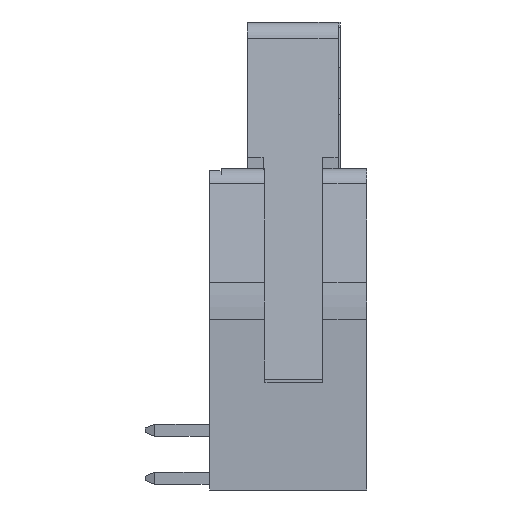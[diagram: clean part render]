
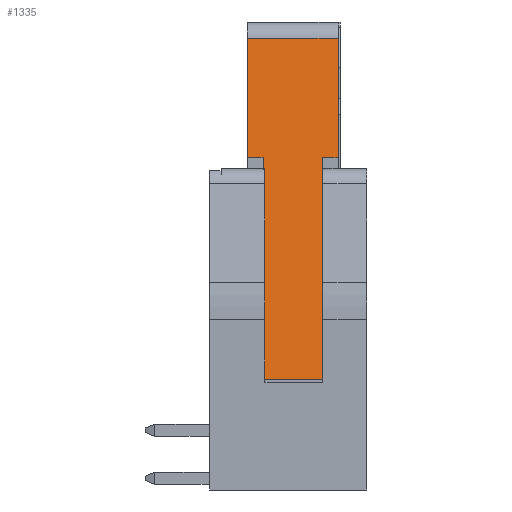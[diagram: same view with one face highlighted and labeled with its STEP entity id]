
A CAD part, left-side view. The second image highlights one B-rep face of the part: STEP entity #1335.
In plain terms, the highlighted face is planar.
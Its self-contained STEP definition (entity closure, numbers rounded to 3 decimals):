
#1335 = ADVANCED_FACE( '', ( #2549 ), #2550, .T. );
#2549 = FACE_OUTER_BOUND( '', #3730, .T. );
#2550 = PLANE( '', #3731 );
#3730 = EDGE_LOOP( '', ( #6756, #6757, #6758, #6759, #6760, #6761, #6762, #6763 ) );
#3731 = AXIS2_PLACEMENT_3D( '', #6764, #6765, #6766 );
#6756 = ORIENTED_EDGE( '', *, *, #8723, .T. );
#6757 = ORIENTED_EDGE( '', *, *, #8931, .F. );
#6758 = ORIENTED_EDGE( '', *, *, #9183, .F. );
#6759 = ORIENTED_EDGE( '', *, *, #9119, .T. );
#6760 = ORIENTED_EDGE( '', *, *, #9178, .F. );
#6761 = ORIENTED_EDGE( '', *, *, #8145, .F. );
#6762 = ORIENTED_EDGE( '', *, *, #9184, .T. );
#6763 = ORIENTED_EDGE( '', *, *, #8666, .F. );
#6764 = CARTESIAN_POINT( '', ( 2.278, -2.4, 11.55 ) );
#6765 = DIRECTION( '', ( 0.991, 0., 0.13 ) );
#6766 = DIRECTION( '', ( 0.13, 0., -0.991 ) );
#8145 = EDGE_CURVE( '', #9921, #9923, #9924, .T. );
#8666 = EDGE_CURVE( '', #10759, #10761, #10762, .T. );
#8723 = EDGE_CURVE( '', #10759, #10847, #10849, .T. );
#8931 = EDGE_CURVE( '', #11135, #10847, #11137, .T. );
#9119 = EDGE_CURVE( '', #11390, #11388, #11391, .T. );
#9178 = EDGE_CURVE( '', #9923, #11388, #11462, .T. );
#9183 = EDGE_CURVE( '', #11390, #11135, #11468, .T. );
#9184 = EDGE_CURVE( '', #9921, #10761, #11469, .T. );
#9921 = VERTEX_POINT( '', #12465 );
#9923 = VERTEX_POINT( '', #12468 );
#9924 = LINE( '', #12469, #12470 );
#10759 = VERTEX_POINT( '', #13701 );
#10761 = VERTEX_POINT( '', #13704 );
#10762 = LINE( '', #13705, #13706 );
#10847 = VERTEX_POINT( '', #13830 );
#10849 = LINE( '', #13833, #13834 );
#11135 = VERTEX_POINT( '', #14259 );
#11137 = LINE( '', #14261, #14262 );
#11388 = VERTEX_POINT( '', #14660 );
#11390 = VERTEX_POINT( '', #14663 );
#11391 = LINE( '', #14664, #14665 );
#11462 = LINE( '', #14769, #14770 );
#11468 = LINE( '', #14778, #14779 );
#11469 = LINE( '', #14780, #14781 );
#12465 = CARTESIAN_POINT( '', ( 4.65, -1.57, -6.49 ) );
#12468 = CARTESIAN_POINT( '', ( 3.107, -1.57, 5.248 ) );
#12469 = CARTESIAN_POINT( '', ( 3.107, -1.57, 5.248 ) );
#12470 = VECTOR( '', #15361, 1000. );
#13701 = CARTESIAN_POINT( '', ( 3.107, 1.57, 5.248 ) );
#13704 = CARTESIAN_POINT( '', ( 4.65, 1.57, -6.49 ) );
#13705 = CARTESIAN_POINT( '', ( 3.107, 1.57, 5.248 ) );
#13706 = VECTOR( '', #15822, 1000. );
#13830 = CARTESIAN_POINT( '', ( 3.107, 2.4, 5.248 ) );
#13833 = CARTESIAN_POINT( '', ( 3.107, 1.57, 5.248 ) );
#13834 = VECTOR( '', #15872, 1000. );
#14259 = CARTESIAN_POINT( '', ( 2.278, 2.4, 11.55 ) );
#14261 = CARTESIAN_POINT( '', ( 2.278, 2.4, 11.55 ) );
#14262 = VECTOR( '', #16057, 1000. );
#14660 = CARTESIAN_POINT( '', ( 3.107, -2.4, 5.248 ) );
#14663 = CARTESIAN_POINT( '', ( 2.278, -2.4, 11.55 ) );
#14664 = CARTESIAN_POINT( '', ( 2.278, -2.4, 11.55 ) );
#14665 = VECTOR( '', #16221, 1000. );
#14769 = CARTESIAN_POINT( '', ( 3.107, -1.57, 5.248 ) );
#14770 = VECTOR( '', #16264, 1000. );
#14778 = CARTESIAN_POINT( '', ( 2.278, -2.4, 11.55 ) );
#14779 = VECTOR( '', #16267, 1000. );
#14780 = CARTESIAN_POINT( '', ( 4.65, -2.4, -6.49 ) );
#14781 = VECTOR( '', #16268, 1000. );
#15361 = DIRECTION( '', ( -0.13, 0., 0.991 ) );
#15822 = DIRECTION( '', ( 0.13, 0., -0.991 ) );
#15872 = DIRECTION( '', ( 0., 1., 0. ) );
#16057 = DIRECTION( '', ( 0.13, 0., -0.991 ) );
#16221 = DIRECTION( '', ( 0.13, 0., -0.991 ) );
#16264 = DIRECTION( '', ( 0., -1., 0. ) );
#16267 = DIRECTION( '', ( 0., 1., 0. ) );
#16268 = DIRECTION( '', ( 0., 1., 0. ) );
